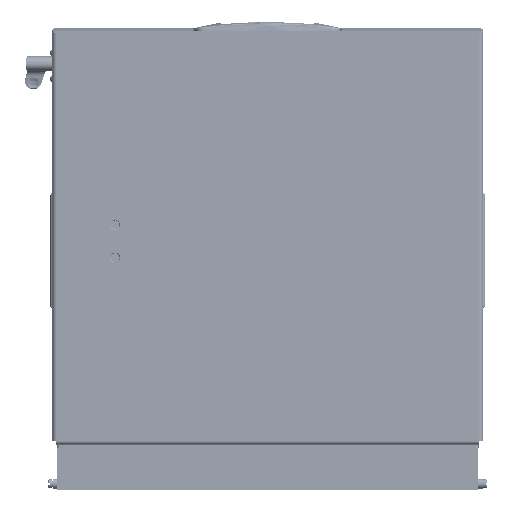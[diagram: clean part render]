
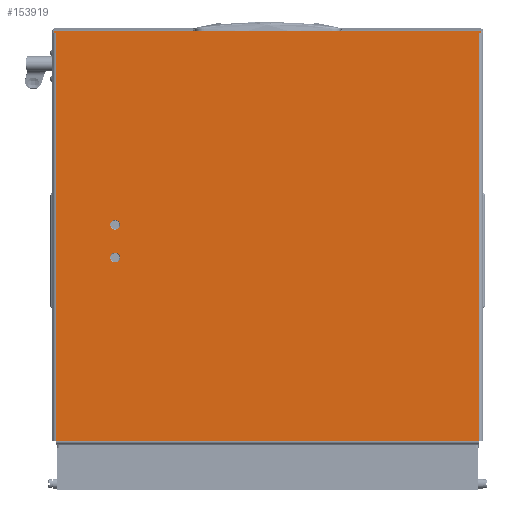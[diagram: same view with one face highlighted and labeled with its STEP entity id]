
A CAD part, front view. The second image highlights one B-rep face of the part: STEP entity #153919.
In plain terms, the highlighted face is planar.
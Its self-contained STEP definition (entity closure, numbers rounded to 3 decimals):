
#1594 = ORIENTED_EDGE ( 'NONE', *, *, #82607, .F. ) ;
#5856 = LINE ( 'NONE', #33890, #8028 ) ;
#6436 = VERTEX_POINT ( 'NONE', #150732 ) ;
#8028 = VECTOR ( 'NONE', #173222, 1000. ) ;
#9211 = FACE_OUTER_BOUND ( 'NONE', #107529, .T. ) ;
#10699 = VECTOR ( 'NONE', #162402, 1000. ) ;
#12238 = CARTESIAN_POINT ( 'NONE',  ( 436., 452., 0. ) ) ;
#12966 = EDGE_CURVE ( 'NONE', #102655, #36017, #60748, .T. ) ;
#14534 = CARTESIAN_POINT ( 'NONE',  ( 0., 0., 0. ) ) ;
#15789 = AXIS2_PLACEMENT_3D ( 'NONE', #51566, #171250, #120366 ) ;
#15941 = ORIENTED_EDGE ( 'NONE', *, *, #12966, .F. ) ;
#19828 = EDGE_LOOP ( 'NONE', ( #40718, #81046 ) ) ;
#22525 = CARTESIAN_POINT ( 'NONE',  ( 0., -4., 0. ) ) ;
#28285 = CARTESIAN_POINT ( 'NONE',  ( 0., -2., 0. ) ) ;
#29051 = DIRECTION ( 'NONE',  ( -1., 0., 0. ) ) ;
#32429 = CARTESIAN_POINT ( 'NONE',  ( 436., 452., 0. ) ) ;
#33890 = CARTESIAN_POINT ( 'NONE',  ( 0., -4., 0. ) ) ;
#35910 = DIRECTION ( 'NONE',  ( 0., 0., -1. ) ) ;
#36017 = VERTEX_POINT ( 'NONE', #149871 ) ;
#36324 = CARTESIAN_POINT ( 'NONE',  ( 0., 452., 0. ) ) ;
#37409 = AXIS2_PLACEMENT_3D ( 'NONE', #59605, #72286, #114797 ) ;
#39619 = CARTESIAN_POINT ( 'NONE',  ( 0., -2., 0. ) ) ;
#40315 = VERTEX_POINT ( 'NONE', #62611 ) ;
#40718 = ORIENTED_EDGE ( 'NONE', *, *, #57597, .F. ) ;
#41326 = VERTEX_POINT ( 'NONE', #46586 ) ;
#42438 = ORIENTED_EDGE ( 'NONE', *, *, #148352, .T. ) ;
#45370 = DIRECTION ( 'NONE',  ( -1., 0., 0. ) ) ;
#46140 = ORIENTED_EDGE ( 'NONE', *, *, #86889, .T. ) ;
#46586 = CARTESIAN_POINT ( 'NONE',  ( 210.2, 389., 0. ) ) ;
#51449 = DIRECTION ( 'NONE',  ( 0., 1., 0. ) ) ;
#51566 = CARTESIAN_POINT ( 'NONE',  ( 240., 389., 0. ) ) ;
#53295 = VECTOR ( 'NONE', #140477, 1000. ) ;
#53989 = VERTEX_POINT ( 'NONE', #65447 ) ;
#55003 = VECTOR ( 'NONE', #142537, 1000. ) ;
#56430 = DIRECTION ( 'NONE',  ( 0., 1., 0. ) ) ;
#57597 = EDGE_CURVE ( 'NONE', #87337, #41326, #85905, .T. ) ;
#58336 = DIRECTION ( 'NONE',  ( 1., 0., 0. ) ) ;
#59597 = ORIENTED_EDGE ( 'NONE', *, *, #120453, .T. ) ;
#59605 = CARTESIAN_POINT ( 'NONE',  ( 240., 389., 0. ) ) ;
#60205 = VERTEX_POINT ( 'NONE', #39619 ) ;
#60748 = LINE ( 'NONE', #167501, #114163 ) ;
#62611 = CARTESIAN_POINT ( 'NONE',  ( 234.8, 389., 0. ) ) ;
#64375 = PLANE ( 'NONE',  #148980 ) ;
#65447 = CARTESIAN_POINT ( 'NONE',  ( 245.2, 389., 0. ) ) ;
#66702 = ORIENTED_EDGE ( 'NONE', *, *, #75404, .F. ) ;
#69196 = ORIENTED_EDGE ( 'NONE', *, *, #135848, .F. ) ;
#72286 = DIRECTION ( 'NONE',  ( 0., 0., -1. ) ) ;
#73155 = CIRCLE ( 'NONE', #96277, 5.2 ) ;
#73833 = EDGE_CURVE ( 'NONE', #41326, #87337, #73155, .T. ) ;
#75404 = EDGE_CURVE ( 'NONE', #53989, #40315, #119790, .T. ) ;
#77967 = DIRECTION ( 'NONE',  ( -1., 0., 0. ) ) ;
#79464 = LINE ( 'NONE', #22525, #119982 ) ;
#81046 = ORIENTED_EDGE ( 'NONE', *, *, #73833, .F. ) ;
#82607 = EDGE_CURVE ( 'NONE', #169380, #83667, #87310, .T. ) ;
#83667 = VERTEX_POINT ( 'NONE', #173048 ) ;
#85013 = CARTESIAN_POINT ( 'NONE',  ( 199.8, 389., 0. ) ) ;
#85905 = CIRCLE ( 'NONE', #137917, 5.2 ) ;
#86889 = EDGE_CURVE ( 'NONE', #60205, #6436, #112413, .T. ) ;
#86924 = VERTEX_POINT ( 'NONE', #152239 ) ;
#87310 = LINE ( 'NONE', #144346, #55003 ) ;
#87337 = VERTEX_POINT ( 'NONE', #85013 ) ;
#87665 = EDGE_CURVE ( 'NONE', #60205, #169380, #79464, .T. ) ;
#94616 = ORIENTED_EDGE ( 'NONE', *, *, #126220, .F. ) ;
#96277 = AXIS2_PLACEMENT_3D ( 'NONE', #116500, #35910, #173470 ) ;
#98056 = CARTESIAN_POINT ( 'NONE',  ( -2., -4., 0. ) ) ;
#102655 = VERTEX_POINT ( 'NONE', #32429 ) ;
#103173 = EDGE_CURVE ( 'NONE', #102655, #83667, #107222, .T. ) ;
#105059 = FACE_BOUND ( 'NONE', #19828, .T. ) ;
#107222 = LINE ( 'NONE', #12238, #10699 ) ;
#107529 = EDGE_LOOP ( 'NONE', ( #110398, #46140, #42438, #59597, #94616, #15941, #115046, #1594 ) ) ;
#110398 = ORIENTED_EDGE ( 'NONE', *, *, #87665, .F. ) ;
#111403 = DIRECTION ( 'NONE',  ( 0., 0., -1. ) ) ;
#112413 = LINE ( 'NONE', #28285, #53295 ) ;
#114163 = VECTOR ( 'NONE', #45370, 1000. ) ;
#114797 = DIRECTION ( 'NONE',  ( -1., 0., 0. ) ) ;
#115046 = ORIENTED_EDGE ( 'NONE', *, *, #103173, .T. ) ;
#115200 = EDGE_LOOP ( 'NONE', ( #69196, #66702 ) ) ;
#116500 = CARTESIAN_POINT ( 'NONE',  ( 205., 389., 0. ) ) ;
#119790 = CIRCLE ( 'NONE', #15789, 5.2 ) ;
#119982 = VECTOR ( 'NONE', #51449, 1000. ) ;
#120366 = DIRECTION ( 'NONE',  ( -1., 0., 0. ) ) ;
#120453 = EDGE_CURVE ( 'NONE', #86924, #141206, #127192, .T. ) ;
#126161 = LINE ( 'NONE', #98056, #126586 ) ;
#126220 = EDGE_CURVE ( 'NONE', #36017, #141206, #5856, .T. ) ;
#126586 = VECTOR ( 'NONE', #56430, 1000. ) ;
#127192 = LINE ( 'NONE', #168681, #148327 ) ;
#135848 = EDGE_CURVE ( 'NONE', #40315, #53989, #147348, .T. ) ;
#137917 = AXIS2_PLACEMENT_3D ( 'NONE', #166545, #111403, #29051 ) ;
#140477 = DIRECTION ( 'NONE',  ( -1., 0., 0. ) ) ;
#141206 = VERTEX_POINT ( 'NONE', #164278 ) ;
#142537 = DIRECTION ( 'NONE',  ( 1., 0., 0. ) ) ;
#144346 = CARTESIAN_POINT ( 'NONE',  ( 0., 0., 0. ) ) ;
#146755 = DIRECTION ( 'NONE',  ( 0., 0., -1. ) ) ;
#147348 = CIRCLE ( 'NONE', #37409, 5.2 ) ;
#148327 = VECTOR ( 'NONE', #58336, 1000. ) ;
#148352 = EDGE_CURVE ( 'NONE', #6436, #86924, #126161, .T. ) ;
#148980 = AXIS2_PLACEMENT_3D ( 'NONE', #36324, #146755, #77967 ) ;
#149871 = CARTESIAN_POINT ( 'NONE',  ( 0., 452., 0. ) ) ;
#150732 = CARTESIAN_POINT ( 'NONE',  ( -2., -2., 0. ) ) ;
#152239 = CARTESIAN_POINT ( 'NONE',  ( -2., 454., 0. ) ) ;
#153919 = ADVANCED_FACE ( 'NONE', ( #105059, #160254, #9211 ), #64375, .T. ) ;
#160254 = FACE_BOUND ( 'NONE', #115200, .T. ) ;
#162402 = DIRECTION ( 'NONE',  ( 0., -1., 0. ) ) ;
#164278 = CARTESIAN_POINT ( 'NONE',  ( 0., 454., 0. ) ) ;
#166545 = CARTESIAN_POINT ( 'NONE',  ( 205., 389., 0. ) ) ;
#167501 = CARTESIAN_POINT ( 'NONE',  ( 0., 452., 0. ) ) ;
#168681 = CARTESIAN_POINT ( 'NONE',  ( 0., 454., 0. ) ) ;
#169380 = VERTEX_POINT ( 'NONE', #14534 ) ;
#171250 = DIRECTION ( 'NONE',  ( 0., 0., -1. ) ) ;
#173048 = CARTESIAN_POINT ( 'NONE',  ( 436., 0., 0. ) ) ;
#173222 = DIRECTION ( 'NONE',  ( 0., 1., 0. ) ) ;
#173470 = DIRECTION ( 'NONE',  ( -1., 0., 0. ) ) ;
